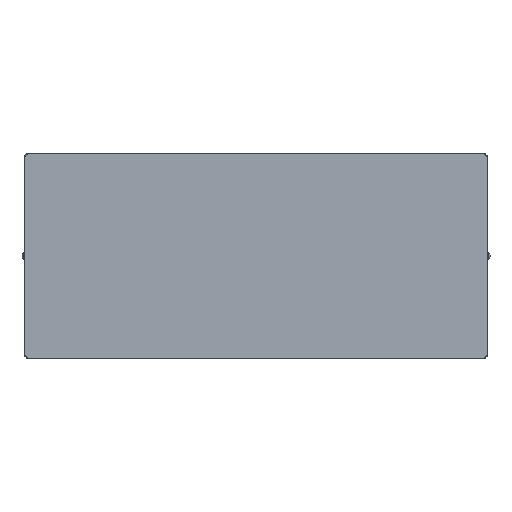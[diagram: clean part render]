
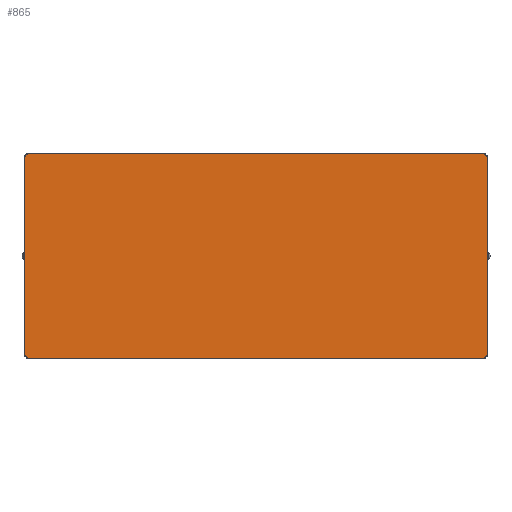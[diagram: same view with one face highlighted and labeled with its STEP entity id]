
A CAD part, top view. The second image highlights one B-rep face of the part: STEP entity #865.
In plain terms, the highlighted planar face has unit normal (0, 0, 1).
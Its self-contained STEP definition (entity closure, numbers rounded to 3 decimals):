
#486=CARTESIAN_POINT('Line Origine',(-259.2,113.3,30.)) ;
#490=CARTESIAN_POINT('Vertex',(-259.2,112.4,30.)) ;
#492=CARTESIAN_POINT('Vertex',(-259.2,114.2,30.)) ;
#523=CARTESIAN_POINT('Vertex',(-260.,112.4,30.)) ;
#526=CARTESIAN_POINT('Line Origine',(-259.2,112.4,30.)) ;
#544=CARTESIAN_POINT('Line Origine',(-260.,0.,30.)) ;
#548=CARTESIAN_POINT('Vertex',(-260.,-112.4,30.)) ;
#621=CARTESIAN_POINT('Line Origine',(-258.8,-113.4,30.)) ;
#625=CARTESIAN_POINT('Vertex',(-258.4,-113.4,30.)) ;
#627=CARTESIAN_POINT('Vertex',(-259.2,-113.4,30.)) ;
#666=CARTESIAN_POINT('Vertex',(-259.2,-112.4,30.)) ;
#669=CARTESIAN_POINT('Line Origine',(-259.2,-112.4,30.)) ;
#682=CARTESIAN_POINT('Line Origine',(-259.2,-112.9,30.)) ;
#694=CARTESIAN_POINT('Axis2P3D Location',(-260.,0.,30.)) ;
#699=CARTESIAN_POINT('Line Origine',(-257.4,114.6,30.)) ;
#703=CARTESIAN_POINT('Vertex',(-257.4,115.,30.)) ;
#705=CARTESIAN_POINT('Vertex',(-257.4,114.2,30.)) ;
#708=CARTESIAN_POINT('Line Origine',(-258.3,114.2,30.)) ;
#713=CARTESIAN_POINT('Line Origine',(-258.4,-113.8,30.)) ;
#717=CARTESIAN_POINT('Vertex',(-258.4,-114.2,30.)) ;
#720=CARTESIAN_POINT('Line Origine',(-257.9,-114.2,30.)) ;
#724=CARTESIAN_POINT('Vertex',(-257.4,-114.2,30.)) ;
#727=CARTESIAN_POINT('Line Origine',(-257.4,-114.6,30.)) ;
#731=CARTESIAN_POINT('Vertex',(-257.4,-115.,30.)) ;
#734=CARTESIAN_POINT('Line Origine',(0.,-115.,30.)) ;
#738=CARTESIAN_POINT('Vertex',(257.4,-115.,30.)) ;
#741=CARTESIAN_POINT('Line Origine',(257.4,-114.6,30.)) ;
#745=CARTESIAN_POINT('Vertex',(257.4,-114.2,30.)) ;
#748=CARTESIAN_POINT('Line Origine',(257.9,-114.2,30.)) ;
#752=CARTESIAN_POINT('Vertex',(258.4,-114.2,30.)) ;
#755=CARTESIAN_POINT('Line Origine',(258.4,-113.8,30.)) ;
#759=CARTESIAN_POINT('Vertex',(258.4,-113.4,30.)) ;
#762=CARTESIAN_POINT('Line Origine',(258.8,-113.4,30.)) ;
#766=CARTESIAN_POINT('Vertex',(259.2,-113.4,30.)) ;
#769=CARTESIAN_POINT('Line Origine',(259.2,-112.9,30.)) ;
#773=CARTESIAN_POINT('Vertex',(259.2,-112.4,30.)) ;
#776=CARTESIAN_POINT('Line Origine',(259.6,-112.4,30.)) ;
#780=CARTESIAN_POINT('Vertex',(260.,-112.4,30.)) ;
#783=CARTESIAN_POINT('Line Origine',(260.,0.,30.)) ;
#787=CARTESIAN_POINT('Vertex',(260.,112.4,30.)) ;
#790=CARTESIAN_POINT('Line Origine',(259.6,112.4,30.)) ;
#794=CARTESIAN_POINT('Vertex',(259.2,112.4,30.)) ;
#797=CARTESIAN_POINT('Line Origine',(259.2,112.9,30.)) ;
#801=CARTESIAN_POINT('Vertex',(259.2,113.4,30.)) ;
#804=CARTESIAN_POINT('Line Origine',(258.8,113.4,30.)) ;
#808=CARTESIAN_POINT('Vertex',(258.4,113.4,30.)) ;
#811=CARTESIAN_POINT('Line Origine',(258.4,113.8,30.)) ;
#815=CARTESIAN_POINT('Vertex',(258.4,114.2,30.)) ;
#818=CARTESIAN_POINT('Line Origine',(257.9,114.2,30.)) ;
#822=CARTESIAN_POINT('Vertex',(257.4,114.2,30.)) ;
#825=CARTESIAN_POINT('Line Origine',(257.4,114.6,30.)) ;
#829=CARTESIAN_POINT('Vertex',(257.4,115.,30.)) ;
#832=CARTESIAN_POINT('Line Origine',(0.,115.,30.)) ;
#488=VECTOR('Line Direction',#487,1.) ;
#528=VECTOR('Line Direction',#527,1.) ;
#546=VECTOR('Line Direction',#545,1.) ;
#623=VECTOR('Line Direction',#622,1.) ;
#671=VECTOR('Line Direction',#670,1.) ;
#684=VECTOR('Line Direction',#683,1.) ;
#701=VECTOR('Line Direction',#700,1.) ;
#710=VECTOR('Line Direction',#709,1.) ;
#715=VECTOR('Line Direction',#714,1.) ;
#722=VECTOR('Line Direction',#721,1.) ;
#729=VECTOR('Line Direction',#728,1.) ;
#736=VECTOR('Line Direction',#735,1.) ;
#743=VECTOR('Line Direction',#742,1.) ;
#750=VECTOR('Line Direction',#749,1.) ;
#757=VECTOR('Line Direction',#756,1.) ;
#764=VECTOR('Line Direction',#763,1.) ;
#771=VECTOR('Line Direction',#770,1.) ;
#778=VECTOR('Line Direction',#777,1.) ;
#785=VECTOR('Line Direction',#784,1.) ;
#792=VECTOR('Line Direction',#791,1.) ;
#799=VECTOR('Line Direction',#798,1.) ;
#806=VECTOR('Line Direction',#805,1.) ;
#813=VECTOR('Line Direction',#812,1.) ;
#820=VECTOR('Line Direction',#819,1.) ;
#827=VECTOR('Line Direction',#826,1.) ;
#834=VECTOR('Line Direction',#833,1.) ;
#487=DIRECTION('Vector Direction',(0.,1.,0.)) ;
#527=DIRECTION('Vector Direction',(1.,0.,0.)) ;
#545=DIRECTION('Vector Direction',(0.,-1.,0.)) ;
#622=DIRECTION('Vector Direction',(-1.,0.,0.)) ;
#670=DIRECTION('Vector Direction',(1.,0.,0.)) ;
#683=DIRECTION('Vector Direction',(0.,1.,0.)) ;
#695=DIRECTION('Axis2P3D Direction',(0.,0.,-1.)) ;
#696=DIRECTION('Axis2P3D XDirection',(1.,0.,0.)) ;
#700=DIRECTION('Vector Direction',(0.,-1.,0.)) ;
#709=DIRECTION('Vector Direction',(-1.,0.,0.)) ;
#714=DIRECTION('Vector Direction',(0.,1.,0.)) ;
#721=DIRECTION('Vector Direction',(-1.,0.,0.)) ;
#728=DIRECTION('Vector Direction',(0.,-1.,0.)) ;
#735=DIRECTION('Vector Direction',(1.,0.,0.)) ;
#742=DIRECTION('Vector Direction',(0.,-1.,0.)) ;
#749=DIRECTION('Vector Direction',(-1.,0.,0.)) ;
#756=DIRECTION('Vector Direction',(0.,1.,0.)) ;
#763=DIRECTION('Vector Direction',(-1.,0.,0.)) ;
#770=DIRECTION('Vector Direction',(0.,1.,0.)) ;
#777=DIRECTION('Vector Direction',(1.,0.,0.)) ;
#784=DIRECTION('Vector Direction',(0.,-1.,0.)) ;
#791=DIRECTION('Vector Direction',(1.,0.,0.)) ;
#798=DIRECTION('Vector Direction',(0.,1.,0.)) ;
#805=DIRECTION('Vector Direction',(1.,0.,0.)) ;
#812=DIRECTION('Vector Direction',(0.,1.,0.)) ;
#819=DIRECTION('Vector Direction',(-1.,0.,0.)) ;
#826=DIRECTION('Vector Direction',(0.,-1.,0.)) ;
#833=DIRECTION('Vector Direction',(1.,0.,0.)) ;
#697=AXIS2_PLACEMENT_3D('Plane Axis2P3D',#694,#695,#696) ;
#489=LINE('Line',#486,#488) ;
#529=LINE('Line',#526,#528) ;
#547=LINE('Line',#544,#546) ;
#624=LINE('Line',#621,#623) ;
#672=LINE('Line',#669,#671) ;
#685=LINE('Line',#682,#684) ;
#702=LINE('Line',#699,#701) ;
#711=LINE('Line',#708,#710) ;
#716=LINE('Line',#713,#715) ;
#723=LINE('Line',#720,#722) ;
#730=LINE('Line',#727,#729) ;
#737=LINE('Line',#734,#736) ;
#744=LINE('Line',#741,#743) ;
#751=LINE('Line',#748,#750) ;
#758=LINE('Line',#755,#757) ;
#765=LINE('Line',#762,#764) ;
#772=LINE('Line',#769,#771) ;
#779=LINE('Line',#776,#778) ;
#786=LINE('Line',#783,#785) ;
#793=LINE('Line',#790,#792) ;
#800=LINE('Line',#797,#799) ;
#807=LINE('Line',#804,#806) ;
#814=LINE('Line',#811,#813) ;
#821=LINE('Line',#818,#820) ;
#828=LINE('Line',#825,#827) ;
#835=LINE('Line',#832,#834) ;
#698=PLANE('',#697) ;
#494=EDGE_CURVE('',#491,#493,#489,.T.) ;
#530=EDGE_CURVE('',#524,#491,#529,.T.) ;
#550=EDGE_CURVE('',#524,#549,#547,.T.) ;
#629=EDGE_CURVE('',#626,#628,#624,.T.) ;
#673=EDGE_CURVE('',#549,#667,#672,.T.) ;
#686=EDGE_CURVE('',#628,#667,#685,.T.) ;
#707=EDGE_CURVE('',#704,#706,#702,.T.) ;
#712=EDGE_CURVE('',#706,#493,#711,.T.) ;
#719=EDGE_CURVE('',#718,#626,#716,.T.) ;
#726=EDGE_CURVE('',#725,#718,#723,.T.) ;
#733=EDGE_CURVE('',#732,#725,#730,.F.) ;
#740=EDGE_CURVE('',#732,#739,#737,.T.) ;
#747=EDGE_CURVE('',#739,#746,#744,.F.) ;
#754=EDGE_CURVE('',#753,#746,#751,.T.) ;
#761=EDGE_CURVE('',#753,#760,#758,.T.) ;
#768=EDGE_CURVE('',#767,#760,#765,.T.) ;
#775=EDGE_CURVE('',#767,#774,#772,.T.) ;
#782=EDGE_CURVE('',#781,#774,#779,.F.) ;
#789=EDGE_CURVE('',#788,#781,#786,.T.) ;
#796=EDGE_CURVE('',#788,#795,#793,.F.) ;
#803=EDGE_CURVE('',#795,#802,#800,.T.) ;
#810=EDGE_CURVE('',#809,#802,#807,.T.) ;
#817=EDGE_CURVE('',#809,#816,#814,.T.) ;
#824=EDGE_CURVE('',#816,#823,#821,.T.) ;
#831=EDGE_CURVE('',#830,#823,#828,.T.) ;
#836=EDGE_CURVE('',#704,#830,#835,.T.) ;
#838=ORIENTED_EDGE('',*,*,#707,.T.) ;
#839=ORIENTED_EDGE('',*,*,#712,.T.) ;
#840=ORIENTED_EDGE('',*,*,#494,.F.) ;
#841=ORIENTED_EDGE('',*,*,#530,.F.) ;
#842=ORIENTED_EDGE('',*,*,#550,.T.) ;
#843=ORIENTED_EDGE('',*,*,#673,.T.) ;
#844=ORIENTED_EDGE('',*,*,#686,.F.) ;
#845=ORIENTED_EDGE('',*,*,#629,.F.) ;
#846=ORIENTED_EDGE('',*,*,#719,.F.) ;
#847=ORIENTED_EDGE('',*,*,#726,.F.) ;
#848=ORIENTED_EDGE('',*,*,#733,.F.) ;
#849=ORIENTED_EDGE('',*,*,#740,.T.) ;
#850=ORIENTED_EDGE('',*,*,#747,.T.) ;
#851=ORIENTED_EDGE('',*,*,#754,.F.) ;
#852=ORIENTED_EDGE('',*,*,#761,.T.) ;
#853=ORIENTED_EDGE('',*,*,#768,.F.) ;
#854=ORIENTED_EDGE('',*,*,#775,.T.) ;
#855=ORIENTED_EDGE('',*,*,#782,.F.) ;
#856=ORIENTED_EDGE('',*,*,#789,.F.) ;
#857=ORIENTED_EDGE('',*,*,#796,.T.) ;
#858=ORIENTED_EDGE('',*,*,#803,.T.) ;
#859=ORIENTED_EDGE('',*,*,#810,.F.) ;
#860=ORIENTED_EDGE('',*,*,#817,.T.) ;
#861=ORIENTED_EDGE('',*,*,#824,.T.) ;
#862=ORIENTED_EDGE('',*,*,#831,.F.) ;
#863=ORIENTED_EDGE('',*,*,#836,.F.) ;
#837=EDGE_LOOP('',(#838,#839,#840,#841,#842,#843,#844,#845,#846,#847,#848,#849,#850,#851,#852,#853,#854,#855,#856,#857,#858,#859,#860,#861,#862,#863)) ;
#491=VERTEX_POINT('',#490) ;
#493=VERTEX_POINT('',#492) ;
#524=VERTEX_POINT('',#523) ;
#549=VERTEX_POINT('',#548) ;
#626=VERTEX_POINT('',#625) ;
#628=VERTEX_POINT('',#627) ;
#667=VERTEX_POINT('',#666) ;
#704=VERTEX_POINT('',#703) ;
#706=VERTEX_POINT('',#705) ;
#718=VERTEX_POINT('',#717) ;
#725=VERTEX_POINT('',#724) ;
#732=VERTEX_POINT('',#731) ;
#739=VERTEX_POINT('',#738) ;
#746=VERTEX_POINT('',#745) ;
#753=VERTEX_POINT('',#752) ;
#760=VERTEX_POINT('',#759) ;
#767=VERTEX_POINT('',#766) ;
#774=VERTEX_POINT('',#773) ;
#781=VERTEX_POINT('',#780) ;
#788=VERTEX_POINT('',#787) ;
#795=VERTEX_POINT('',#794) ;
#802=VERTEX_POINT('',#801) ;
#809=VERTEX_POINT('',#808) ;
#816=VERTEX_POINT('',#815) ;
#823=VERTEX_POINT('',#822) ;
#830=VERTEX_POINT('',#829) ;
#865=ADVANCED_FACE('PartBody',(#864),#698,.F.) ;
#864=FACE_OUTER_BOUND('',#837,.T.) ;
